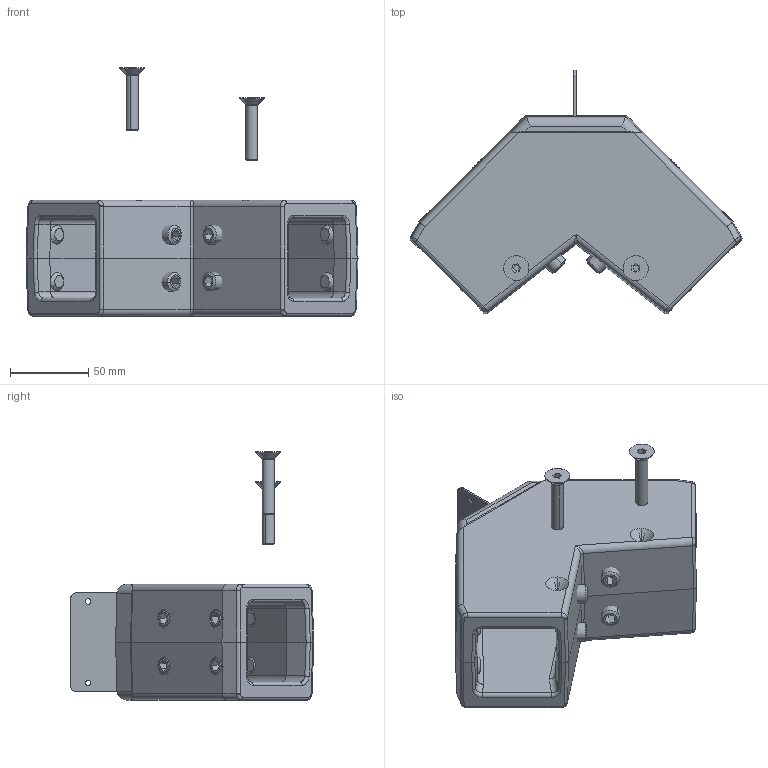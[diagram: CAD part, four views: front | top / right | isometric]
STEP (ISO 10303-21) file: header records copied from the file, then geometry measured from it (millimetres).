
FILE_DESCRIPTION (( 'STEP AP214' ), '1' );
FILE_NAME ('49518000.STEP', '2009-03-25T12:33:11', ( ' ' ), ( '' ), 'SwSTEP 2.0', 'SolidWorks 2008', '' );
FILE_SCHEMA (( 'AUTOMOTIVE_DESIGN' ));
Length unit declared in the file: millimetre
Products named in the file (9): 93113_Standard; 82114_Flachdichtung 1.5°; 93290_Standard; 49518000; 12408_Standard; 12409_Standard; 93248_Standard; 82127_Deckel 1.5°
Assembly tree (24 placements, depth 3):
  49518000
    93248_Standard  x4
    82127_Deckel 1.5°
    93113_Standard  x12
    82114_Flachdichtung 1.5°  x2
    12408_Standard
    12409_Standard
      12409_Standard
    93290_Standard  x2
Bounding box: 212.24 x 155.75 x 158.61 mm (x, y, z)
Volume: 635547.8 mm3; surface area: 168168.6 mm2
Topology: 24 solids, 24 shells, 1021 faces, 2333 edges, 1354 vertices
Faces by surface type: plane 461, cylinder 269, cone 138, bspline 102, torus 36, sphere 15
Entity records: 22230 total; most frequent: CARTESIAN_POINT 7747, ORIENTED_EDGE 3174, DIRECTION 2699, EDGE_CURVE 1587, AXIS2_PLACEMENT_3D 969, VERTEX_POINT 939, LINE 761, VECTOR 761
